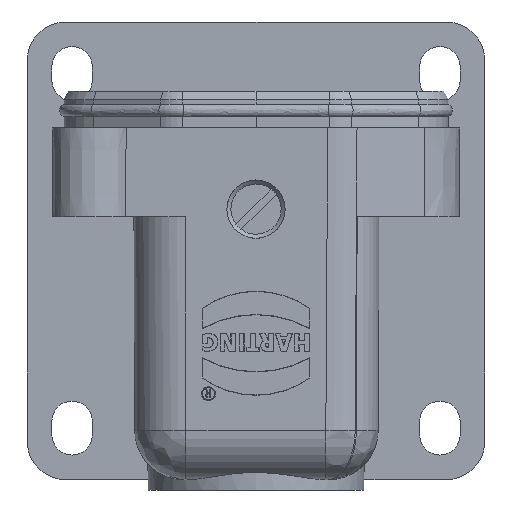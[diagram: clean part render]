
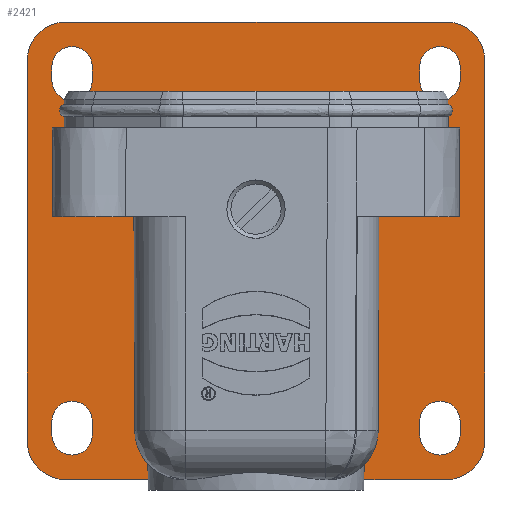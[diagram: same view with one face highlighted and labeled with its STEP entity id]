
A CAD part, left-side view. The second image highlights one B-rep face of the part: STEP entity #2421.
In plain terms, the highlighted planar face has unit normal (-1, 0, 0).
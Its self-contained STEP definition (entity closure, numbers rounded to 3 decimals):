
#2083=FACE_BOUND('',#3267,.T.);
#2084=FACE_BOUND('',#3268,.T.);
#2085=FACE_BOUND('',#3269,.T.);
#2086=FACE_BOUND('',#3270,.T.);
#2087=FACE_BOUND('',#3271,.T.);
#2280=CIRCLE('',#8348,5.5);
#2283=CIRCLE('',#8353,5.5);
#2288=CIRCLE('',#8364,2.25);
#2289=CIRCLE('',#8365,2.25);
#2290=CIRCLE('',#8366,2.25);
#2291=CIRCLE('',#8367,2.25);
#2292=CIRCLE('',#8368,2.25);
#2293=CIRCLE('',#8369,2.25);
#2294=CIRCLE('',#8370,2.25);
#2295=CIRCLE('',#8371,2.25);
#2296=CIRCLE('',#8372,4.3);
#2297=CIRCLE('',#8373,4.3);
#2298=CIRCLE('',#8374,4.3);
#2299=CIRCLE('',#8375,4.3);
#2421=ADVANCED_FACE('',(#2083,#2084,#2085,#2086,#2087),#2727,.F.);
#2727=PLANE('',#8376);
#3267=EDGE_LOOP('',(#4056,#4057,#4058,#4059));
#3268=EDGE_LOOP('',(#4060,#4061,#4062,#4063));
#3269=EDGE_LOOP('',(#4064,#4065,#4066,#4067));
#3270=EDGE_LOOP('',(#4068,#4069,#4070,#4071));
#3271=EDGE_LOOP('',(#4072,#4073,#4074,#4075,#4076,#4077,#4078,#4079,#4080,
#4081,#4082,#4083,#4084,#4085,#4086,#4087));
#4056=ORIENTED_EDGE('',*,*,#6259,.T.);
#4057=ORIENTED_EDGE('',*,*,#6260,.T.);
#4058=ORIENTED_EDGE('',*,*,#6261,.T.);
#4059=ORIENTED_EDGE('',*,*,#6262,.T.);
#4060=ORIENTED_EDGE('',*,*,#6263,.T.);
#4061=ORIENTED_EDGE('',*,*,#6264,.T.);
#4062=ORIENTED_EDGE('',*,*,#6265,.T.);
#4063=ORIENTED_EDGE('',*,*,#6266,.T.);
#4064=ORIENTED_EDGE('',*,*,#6267,.T.);
#4065=ORIENTED_EDGE('',*,*,#6268,.T.);
#4066=ORIENTED_EDGE('',*,*,#6269,.T.);
#4067=ORIENTED_EDGE('',*,*,#6270,.T.);
#4068=ORIENTED_EDGE('',*,*,#6271,.T.);
#4069=ORIENTED_EDGE('',*,*,#6272,.T.);
#4070=ORIENTED_EDGE('',*,*,#6273,.T.);
#4071=ORIENTED_EDGE('',*,*,#6274,.T.);
#4072=ORIENTED_EDGE('',*,*,#6275,.F.);
#4073=ORIENTED_EDGE('',*,*,#6276,.F.);
#4074=ORIENTED_EDGE('',*,*,#6277,.T.);
#4075=ORIENTED_EDGE('',*,*,#6256,.T.);
#4076=ORIENTED_EDGE('',*,*,#6278,.T.);
#4077=ORIENTED_EDGE('',*,*,#6239,.T.);
#4078=ORIENTED_EDGE('',*,*,#6242,.F.);
#4079=ORIENTED_EDGE('',*,*,#6279,.F.);
#4080=ORIENTED_EDGE('',*,*,#6280,.F.);
#4081=ORIENTED_EDGE('',*,*,#6281,.F.);
#4082=ORIENTED_EDGE('',*,*,#6282,.F.);
#4083=ORIENTED_EDGE('',*,*,#6283,.F.);
#4084=ORIENTED_EDGE('',*,*,#6284,.F.);
#4085=ORIENTED_EDGE('',*,*,#6285,.F.);
#4086=ORIENTED_EDGE('',*,*,#6243,.F.);
#4087=ORIENTED_EDGE('',*,*,#6234,.T.);
#5627=VERTEX_POINT('',#11149);
#5630=VERTEX_POINT('',#11154);
#5636=VERTEX_POINT('',#11179);
#5637=VERTEX_POINT('',#11208);
#5639=VERTEX_POINT('',#11214);
#5640=VERTEX_POINT('',#11216);
#5651=VERTEX_POINT('',#11241);
#5652=VERTEX_POINT('',#11243);
#5654=VERTEX_POINT('',#11249);
#5655=VERTEX_POINT('',#11250);
#5656=VERTEX_POINT('',#11252);
#5657=VERTEX_POINT('',#11254);
#5658=VERTEX_POINT('',#11257);
#5659=VERTEX_POINT('',#11258);
#5660=VERTEX_POINT('',#11260);
#5661=VERTEX_POINT('',#11262);
#5662=VERTEX_POINT('',#11265);
#5663=VERTEX_POINT('',#11266);
#5664=VERTEX_POINT('',#11268);
#5665=VERTEX_POINT('',#11270);
#5666=VERTEX_POINT('',#11273);
#5667=VERTEX_POINT('',#11274);
#5668=VERTEX_POINT('',#11276);
#5669=VERTEX_POINT('',#11278);
#5670=VERTEX_POINT('',#11281);
#5671=VERTEX_POINT('',#11283);
#5672=VERTEX_POINT('',#11287);
#5673=VERTEX_POINT('',#11289);
#5674=VERTEX_POINT('',#11291);
#5675=VERTEX_POINT('',#11293);
#5676=VERTEX_POINT('',#11295);
#5677=VERTEX_POINT('',#11297);
#6234=EDGE_CURVE('',#5630,#5636,#2280,.T.);
#6239=EDGE_CURVE('',#5637,#5627,#2283,.T.);
#6242=EDGE_CURVE('',#5639,#5627,#6952,.T.);
#6243=EDGE_CURVE('',#5630,#5640,#6953,.T.);
#6256=EDGE_CURVE('',#5652,#5651,#6962,.T.);
#6259=EDGE_CURVE('',#5654,#5655,#2288,.T.);
#6260=EDGE_CURVE('',#5655,#5656,#6964,.T.);
#6261=EDGE_CURVE('',#5656,#5657,#2289,.T.);
#6262=EDGE_CURVE('',#5657,#5654,#6965,.T.);
#6263=EDGE_CURVE('',#5658,#5659,#2290,.T.);
#6264=EDGE_CURVE('',#5659,#5660,#6966,.T.);
#6265=EDGE_CURVE('',#5660,#5661,#2291,.T.);
#6266=EDGE_CURVE('',#5661,#5658,#6967,.T.);
#6267=EDGE_CURVE('',#5662,#5663,#2292,.T.);
#6268=EDGE_CURVE('',#5663,#5664,#6968,.T.);
#6269=EDGE_CURVE('',#5664,#5665,#2293,.T.);
#6270=EDGE_CURVE('',#5665,#5662,#6969,.T.);
#6271=EDGE_CURVE('',#5666,#5667,#2294,.T.);
#6272=EDGE_CURVE('',#5667,#5668,#6970,.T.);
#6273=EDGE_CURVE('',#5668,#5669,#2295,.T.);
#6274=EDGE_CURVE('',#5669,#5666,#6971,.T.);
#6275=EDGE_CURVE('',#5670,#5636,#6972,.T.);
#6276=EDGE_CURVE('',#5671,#5670,#6973,.T.);
#6277=EDGE_CURVE('',#5671,#5652,#6974,.T.);
#6278=EDGE_CURVE('',#5651,#5637,#6975,.T.);
#6279=EDGE_CURVE('',#5672,#5639,#2296,.T.);
#6280=EDGE_CURVE('',#5673,#5672,#6976,.T.);
#6281=EDGE_CURVE('',#5674,#5673,#2297,.T.);
#6282=EDGE_CURVE('',#5675,#5674,#6977,.T.);
#6283=EDGE_CURVE('',#5676,#5675,#2298,.T.);
#6284=EDGE_CURVE('',#5677,#5676,#6978,.T.);
#6285=EDGE_CURVE('',#5640,#5677,#2299,.T.);
#6952=LINE('',#11213,#7518);
#6953=LINE('',#11215,#7519);
#6962=LINE('',#11242,#7528);
#6964=LINE('',#11251,#7530);
#6965=LINE('',#11255,#7531);
#6966=LINE('',#11259,#7532);
#6967=LINE('',#11263,#7533);
#6968=LINE('',#11267,#7534);
#6969=LINE('',#11271,#7535);
#6970=LINE('',#11275,#7536);
#6971=LINE('',#11279,#7537);
#6972=LINE('',#11280,#7538);
#6973=LINE('',#11282,#7539);
#6974=LINE('',#11284,#7540);
#6975=LINE('',#11285,#7541);
#6976=LINE('',#11288,#7542);
#6977=LINE('',#11292,#7543);
#6978=LINE('',#11296,#7544);
#7518=VECTOR('',#9225,1.);
#7519=VECTOR('',#9226,1.);
#7528=VECTOR('',#9247,1.);
#7530=VECTOR('',#9255,1.);
#7531=VECTOR('',#9258,1.);
#7532=VECTOR('',#9261,1.);
#7533=VECTOR('',#9264,1.);
#7534=VECTOR('',#9267,1.);
#7535=VECTOR('',#9270,1.);
#7536=VECTOR('',#9273,1.);
#7537=VECTOR('',#9276,1.);
#7538=VECTOR('',#9277,1.);
#7539=VECTOR('',#9278,1.);
#7540=VECTOR('',#9279,1.);
#7541=VECTOR('',#9280,1.);
#7542=VECTOR('',#9283,1.);
#7543=VECTOR('',#9286,1.);
#7544=VECTOR('',#9289,1.);
#8348=AXIS2_PLACEMENT_3D('',#11180,#9208,#9209);
#8353=AXIS2_PLACEMENT_3D('',#11207,#9218,#9219);
#8364=AXIS2_PLACEMENT_3D('',#11248,#9253,#9254);
#8365=AXIS2_PLACEMENT_3D('',#11253,#9256,#9257);
#8366=AXIS2_PLACEMENT_3D('',#11256,#9259,#9260);
#8367=AXIS2_PLACEMENT_3D('',#11261,#9262,#9263);
#8368=AXIS2_PLACEMENT_3D('',#11264,#9265,#9266);
#8369=AXIS2_PLACEMENT_3D('',#11269,#9268,#9269);
#8370=AXIS2_PLACEMENT_3D('',#11272,#9271,#9272);
#8371=AXIS2_PLACEMENT_3D('',#11277,#9274,#9275);
#8372=AXIS2_PLACEMENT_3D('',#11286,#9281,#9282);
#8373=AXIS2_PLACEMENT_3D('',#11290,#9284,#9285);
#8374=AXIS2_PLACEMENT_3D('',#11294,#9287,#9288);
#8375=AXIS2_PLACEMENT_3D('',#11298,#9290,#9291);
#8376=AXIS2_PLACEMENT_3D('',#11299,#9292,#9293);
#9208=DIRECTION('',(1.,0.,0.));
#9209=DIRECTION('',(0.,0.,-1.));
#9218=DIRECTION('',(1.,0.,0.));
#9219=DIRECTION('',(0.,0.,-1.));
#9225=DIRECTION('',(0.,1.,0.));
#9226=DIRECTION('',(0.,1.,0.));
#9247=DIRECTION('',(0.,1.,0.));
#9253=DIRECTION('',(1.,0.,0.));
#9254=DIRECTION('',(0.,0.,-1.));
#9255=DIRECTION('',(0.,0.,-1.));
#9256=DIRECTION('',(1.,0.,0.));
#9257=DIRECTION('',(0.,0.,-1.));
#9258=DIRECTION('',(0.,0.,1.));
#9259=DIRECTION('',(1.,0.,0.));
#9260=DIRECTION('',(0.,0.,-1.));
#9261=DIRECTION('',(0.,0.,-1.));
#9262=DIRECTION('',(1.,0.,0.));
#9263=DIRECTION('',(0.,0.,-1.));
#9264=DIRECTION('',(0.,0.,1.));
#9265=DIRECTION('',(1.,0.,0.));
#9266=DIRECTION('',(0.,0.,-1.));
#9267=DIRECTION('',(0.,0.,-1.));
#9268=DIRECTION('',(1.,0.,0.));
#9269=DIRECTION('',(0.,0.,-1.));
#9270=DIRECTION('',(0.,0.,1.));
#9271=DIRECTION('',(1.,0.,0.));
#9272=DIRECTION('',(0.,0.,-1.));
#9273=DIRECTION('',(0.,0.,-1.));
#9274=DIRECTION('',(1.,0.,0.));
#9275=DIRECTION('',(0.,0.,-1.));
#9276=DIRECTION('',(0.,0.,1.));
#9277=DIRECTION('',(0.,-0.003,-1.));
#9278=DIRECTION('',(0.,1.,0.));
#9279=DIRECTION('',(0.,0.003,-1.));
#9280=DIRECTION('',(0.,0.003,-1.));
#9281=DIRECTION('',(1.,0.,0.));
#9282=DIRECTION('',(0.,0.,-1.));
#9283=DIRECTION('',(0.,0.,-1.));
#9284=DIRECTION('',(1.,0.,0.));
#9285=DIRECTION('',(0.,0.,-1.));
#9286=DIRECTION('',(0.,-1.,0.));
#9287=DIRECTION('',(1.,0.,0.));
#9288=DIRECTION('',(0.,0.,-1.));
#9289=DIRECTION('',(0.,0.,1.));
#9290=DIRECTION('',(1.,0.,0.));
#9291=DIRECTION('',(0.,0.,-1.));
#9292=DIRECTION('',(1.,0.,0.));
#9293=DIRECTION('',(0.,0.,-1.));
#11149=CARTESIAN_POINT('',(20.6,-8.117,-39.2));
#11154=CARTESIAN_POINT('',(20.6,8.017,-39.2));
#11179=CARTESIAN_POINT('',(20.6,13.517,-33.719));
#11180=CARTESIAN_POINT('',(20.6,8.017,-33.7));
#11207=CARTESIAN_POINT('',(20.6,-8.117,-33.7));
#11208=CARTESIAN_POINT('',(20.6,-13.617,-33.719));
#11213=CARTESIAN_POINT('',(20.6,0.,-39.2));
#11214=CARTESIAN_POINT('',(20.6,-21.2,-39.2));
#11215=CARTESIAN_POINT('',(20.6,0.,-39.2));
#11216=CARTESIAN_POINT('',(20.6,21.2,-39.2));
#11241=CARTESIAN_POINT('',(20.6,-13.7,-9.9));
#11242=CARTESIAN_POINT('',(20.6,-13.6,-9.9));
#11243=CARTESIAN_POINT('',(20.6,-22.665,-9.9));
#11248=CARTESIAN_POINT('',(20.6,-20.5,-32.7));
#11249=CARTESIAN_POINT('',(20.6,-18.25,-32.7));
#11250=CARTESIAN_POINT('',(20.6,-22.75,-32.7));
#11251=CARTESIAN_POINT('',(20.6,-22.75,0.));
#11252=CARTESIAN_POINT('',(20.6,-22.75,-34.2));
#11253=CARTESIAN_POINT('',(20.6,-20.5,-34.2));
#11254=CARTESIAN_POINT('',(20.6,-18.25,-34.2));
#11255=CARTESIAN_POINT('',(20.6,-18.25,0.));
#11256=CARTESIAN_POINT('',(20.6,-20.5,6.8));
#11257=CARTESIAN_POINT('',(20.6,-18.25,6.8));
#11258=CARTESIAN_POINT('',(20.6,-22.75,6.8));
#11259=CARTESIAN_POINT('',(20.6,-22.75,0.));
#11260=CARTESIAN_POINT('',(20.6,-22.75,5.3));
#11261=CARTESIAN_POINT('',(20.6,-20.5,5.3));
#11262=CARTESIAN_POINT('',(20.6,-18.25,5.3));
#11263=CARTESIAN_POINT('',(20.6,-18.25,0.));
#11264=CARTESIAN_POINT('',(20.6,20.5,-32.7));
#11265=CARTESIAN_POINT('',(20.6,22.75,-32.7));
#11266=CARTESIAN_POINT('',(20.6,18.25,-32.7));
#11267=CARTESIAN_POINT('',(20.6,18.25,0.));
#11268=CARTESIAN_POINT('',(20.6,18.25,-34.2));
#11269=CARTESIAN_POINT('',(20.6,20.5,-34.2));
#11270=CARTESIAN_POINT('',(20.6,22.75,-34.2));
#11271=CARTESIAN_POINT('',(20.6,22.75,0.));
#11272=CARTESIAN_POINT('',(20.6,20.5,6.8));
#11273=CARTESIAN_POINT('',(20.6,22.75,6.8));
#11274=CARTESIAN_POINT('',(20.6,18.25,6.8));
#11275=CARTESIAN_POINT('',(20.6,18.25,0.));
#11276=CARTESIAN_POINT('',(20.6,18.25,5.3));
#11277=CARTESIAN_POINT('',(20.6,20.5,5.3));
#11278=CARTESIAN_POINT('',(20.6,22.75,5.3));
#11279=CARTESIAN_POINT('',(20.6,22.75,0.));
#11280=CARTESIAN_POINT('',(20.6,13.6,-9.9));
#11281=CARTESIAN_POINT('',(20.6,13.635,0.));
#11282=CARTESIAN_POINT('',(20.6,-13.6,0.));
#11283=CARTESIAN_POINT('',(20.6,-22.7,0.));
#11284=CARTESIAN_POINT('',(20.6,-22.7,-0.079));
#11285=CARTESIAN_POINT('',(20.6,-13.7,-9.9));
#11286=CARTESIAN_POINT('',(20.6,-21.2,-34.9));
#11287=CARTESIAN_POINT('',(20.6,-25.5,-34.9));
#11288=CARTESIAN_POINT('',(20.6,-25.5,0.));
#11289=CARTESIAN_POINT('',(20.6,-25.5,7.5));
#11290=CARTESIAN_POINT('',(20.6,-21.2,7.5));
#11291=CARTESIAN_POINT('',(20.6,-21.2,11.8));
#11292=CARTESIAN_POINT('',(20.6,0.,11.8));
#11293=CARTESIAN_POINT('',(20.6,21.2,11.8));
#11294=CARTESIAN_POINT('',(20.6,21.2,7.5));
#11295=CARTESIAN_POINT('',(20.6,25.5,7.5));
#11296=CARTESIAN_POINT('',(20.6,25.5,0.));
#11297=CARTESIAN_POINT('',(20.6,25.5,-34.9));
#11298=CARTESIAN_POINT('',(20.6,21.2,-34.9));
#11299=CARTESIAN_POINT('',(20.6,0.,0.));
